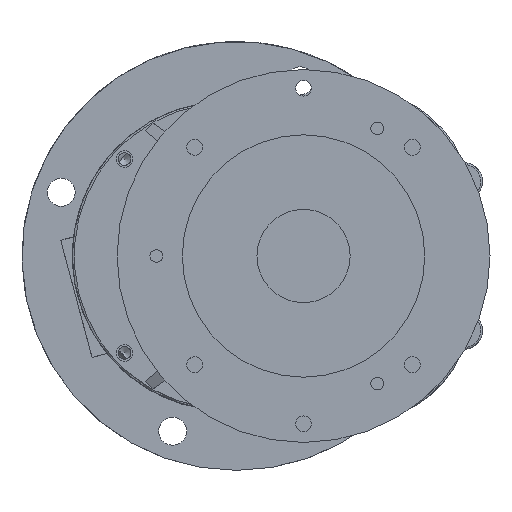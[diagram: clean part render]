
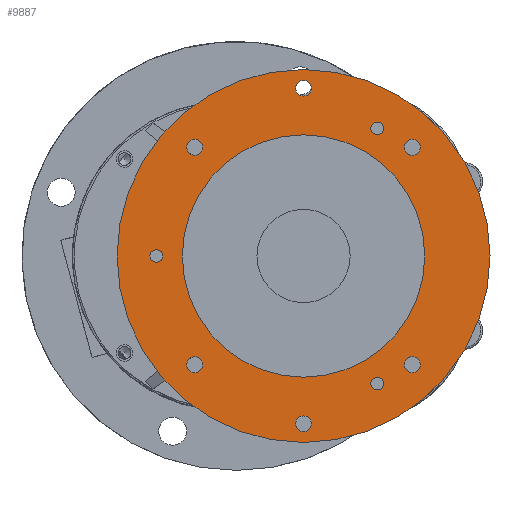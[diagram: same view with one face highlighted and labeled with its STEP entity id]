
A CAD part, left-side view. The second image highlights one B-rep face of the part: STEP entity #9887.
In plain terms, the highlighted planar face has unit normal (-1, 0, 0).
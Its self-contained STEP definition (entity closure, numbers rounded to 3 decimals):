
#141 = ORIENTED_EDGE ( 'NONE', *, *, #1851, .T. ) ;
#436 = CARTESIAN_POINT ( 'NONE',  ( -12., 0., 90. ) ) ;
#702 = ORIENTED_EDGE ( 'NONE', *, *, #4962, .T. ) ;
#799 = CARTESIAN_POINT ( 'NONE',  ( -12., 79., -3.4 ) ) ;
#1008 = CIRCLE ( 'NONE', #1698, 4.25 ) ;
#1163 = EDGE_LOOP ( 'NONE', ( #2524 ) ) ;
#1308 = CARTESIAN_POINT ( 'NONE',  ( -12., 58.336, 58.336 ) ) ;
#1378 = DIRECTION ( 'NONE',  ( 1., 0., 0. ) ) ;
#1399 = AXIS2_PLACEMENT_3D ( 'NONE', #11814, #4313, #6461 ) ;
#1408 = CIRCLE ( 'NONE', #9404, 3.4 ) ;
#1599 = EDGE_CURVE ( 'NONE', #4902, #4902, #1845, .T. ) ;
#1632 = DIRECTION ( 'NONE',  ( 0., 0., -1. ) ) ;
#1698 = AXIS2_PLACEMENT_3D ( 'NONE', #12819, #1963, #7252 ) ;
#1777 = DIRECTION ( 'NONE',  ( 1., 0., 0. ) ) ;
#1845 = CIRCLE ( 'NONE', #11662, 65. ) ;
#1851 = EDGE_CURVE ( 'NONE', #13617, #13617, #9843, .T. ) ;
#1853 = ORIENTED_EDGE ( 'NONE', *, *, #4964, .T. ) ;
#1916 = DIRECTION ( 'NONE',  ( 1., 0., 0. ) ) ;
#1963 = DIRECTION ( 'NONE',  ( 1., 0., 0. ) ) ;
#2189 = CARTESIAN_POINT ( 'NONE',  ( -12., -58.336, 58.336 ) ) ;
#2215 = ORIENTED_EDGE ( 'NONE', *, *, #2769, .T. ) ;
#2296 = EDGE_LOOP ( 'NONE', ( #1853 ) ) ;
#2524 = ORIENTED_EDGE ( 'NONE', *, *, #5448, .T. ) ;
#2617 = AXIS2_PLACEMENT_3D ( 'NONE', #436, #1378, #5762 ) ;
#2769 = EDGE_CURVE ( 'NONE', #5177, #5177, #1408, .T. ) ;
#2778 = DIRECTION ( 'NONE',  ( 1., 0., 0. ) ) ;
#3166 = VERTEX_POINT ( 'NONE', #10830 ) ;
#3253 = DIRECTION ( 'NONE',  ( 0., 0., -1. ) ) ;
#3308 = AXIS2_PLACEMENT_3D ( 'NONE', #6014, #1916, #13859 ) ;
#3573 = FACE_BOUND ( 'NONE', #7839, .T. ) ;
#3800 = FACE_BOUND ( 'NONE', #8956, .T. ) ;
#3879 = CARTESIAN_POINT ( 'NONE',  ( -12., 58.336, -62.586 ) ) ;
#3893 = AXIS2_PLACEMENT_3D ( 'NONE', #6824, #4621, #13327 ) ;
#3978 = CIRCLE ( 'NONE', #12638, 4.25 ) ;
#4313 = DIRECTION ( 'NONE',  ( -1., 0., 0. ) ) ;
#4321 = VERTEX_POINT ( 'NONE', #11948 ) ;
#4473 = DIRECTION ( 'NONE',  ( 1., 0., 0. ) ) ;
#4523 = ORIENTED_EDGE ( 'NONE', *, *, #7568, .T. ) ;
#4583 = FACE_BOUND ( 'NONE', #7377, .T. ) ;
#4585 = CIRCLE ( 'NONE', #3893, 4.25 ) ;
#4621 = DIRECTION ( 'NONE',  ( 1., 0., 0. ) ) ;
#4697 = ORIENTED_EDGE ( 'NONE', *, *, #12937, .T. ) ;
#4902 = VERTEX_POINT ( 'NONE', #13539 ) ;
#4962 = EDGE_CURVE ( 'NONE', #3166, #3166, #11533, .T. ) ;
#4964 = EDGE_CURVE ( 'NONE', #7530, #7530, #11300, .T. ) ;
#5007 = EDGE_CURVE ( 'NONE', #4321, #4321, #3978, .T. ) ;
#5038 = CARTESIAN_POINT ( 'NONE',  ( -12., 0., 100. ) ) ;
#5177 = VERTEX_POINT ( 'NONE', #799 ) ;
#5448 = EDGE_CURVE ( 'NONE', #12300, #12300, #1008, .T. ) ;
#5586 = CIRCLE ( 'NONE', #2617, 4.25 ) ;
#5670 = CARTESIAN_POINT ( 'NONE',  ( -12., -58.336, 54.086 ) ) ;
#5686 = DIRECTION ( 'NONE',  ( 0., 0., -1. ) ) ;
#5692 = EDGE_LOOP ( 'NONE', ( #4697 ) ) ;
#5762 = DIRECTION ( 'NONE',  ( 0., 0., -1. ) ) ;
#5876 = DIRECTION ( 'NONE',  ( 0., 0., 1. ) ) ;
#5880 = EDGE_LOOP ( 'NONE', ( #141 ) ) ;
#5910 = DIRECTION ( 'NONE',  ( 1., 0., 0. ) ) ;
#5921 = ORIENTED_EDGE ( 'NONE', *, *, #1599, .F. ) ;
#5946 = FACE_BOUND ( 'NONE', #2296, .T. ) ;
#6014 = CARTESIAN_POINT ( 'NONE',  ( -12., -39.5, 68.416 ) ) ;
#6021 = FACE_BOUND ( 'NONE', #10853, .T. ) ;
#6461 = DIRECTION ( 'NONE',  ( 0., 0., 1. ) ) ;
#6587 = ORIENTED_EDGE ( 'NONE', *, *, #7671, .T. ) ;
#6739 = CARTESIAN_POINT ( 'NONE',  ( -12., 0., 85.75 ) ) ;
#6824 = CARTESIAN_POINT ( 'NONE',  ( -12., 58.336, -58.336 ) ) ;
#7002 = FACE_OUTER_BOUND ( 'NONE', #5880, .T. ) ;
#7087 = VERTEX_POINT ( 'NONE', #3879 ) ;
#7252 = DIRECTION ( 'NONE',  ( 0., 0., -1. ) ) ;
#7377 = EDGE_LOOP ( 'NONE', ( #4523 ) ) ;
#7530 = VERTEX_POINT ( 'NONE', #11880 ) ;
#7568 = EDGE_CURVE ( 'NONE', #10094, #10094, #9687, .T. ) ;
#7573 = AXIS2_PLACEMENT_3D ( 'NONE', #1308, #5910, #5686 ) ;
#7671 = EDGE_CURVE ( 'NONE', #10966, #10966, #5586, .T. ) ;
#7839 = EDGE_LOOP ( 'NONE', ( #13624 ) ) ;
#7940 = CARTESIAN_POINT ( 'NONE',  ( -12., -100., 0. ) ) ;
#8006 = FACE_BOUND ( 'NONE', #13124, .T. ) ;
#8544 = DIRECTION ( 'NONE',  ( 1., 0., 0. ) ) ;
#8956 = EDGE_LOOP ( 'NONE', ( #2215 ) ) ;
#9135 = FACE_BOUND ( 'NONE', #9269, .T. ) ;
#9269 = EDGE_LOOP ( 'NONE', ( #9762 ) ) ;
#9404 = AXIS2_PLACEMENT_3D ( 'NONE', #10980, #8544, #3253 ) ;
#9687 = CIRCLE ( 'NONE', #10148, 4.25 ) ;
#9762 = ORIENTED_EDGE ( 'NONE', *, *, #5007, .T. ) ;
#9843 = CIRCLE ( 'NONE', #1399, 100. ) ;
#9878 = CARTESIAN_POINT ( 'NONE',  ( -12., 0., -94.25 ) ) ;
#9887 = ADVANCED_FACE ( 'NONE', ( #13364, #6021, #5946, #13583, #8006, #7002, #3573, #4583, #9135, #3800, #12504 ), #11160, .T. ) ;
#9906 = EDGE_LOOP ( 'NONE', ( #702 ) ) ;
#10094 = VERTEX_POINT ( 'NONE', #5670 ) ;
#10148 = AXIS2_PLACEMENT_3D ( 'NONE', #2189, #4473, #11121 ) ;
#10171 = DIRECTION ( 'NONE',  ( 0., 0., 1. ) ) ;
#10452 = DIRECTION ( 'NONE',  ( -1., 0., 0. ) ) ;
#10830 = CARTESIAN_POINT ( 'NONE',  ( -12., -39.5, 65.016 ) ) ;
#10853 = EDGE_LOOP ( 'NONE', ( #6587 ) ) ;
#10966 = VERTEX_POINT ( 'NONE', #6739 ) ;
#10980 = CARTESIAN_POINT ( 'NONE',  ( -12., 79., 0. ) ) ;
#11121 = DIRECTION ( 'NONE',  ( 0., 0., -1. ) ) ;
#11160 = PLANE ( 'NONE',  #12024 ) ;
#11300 = CIRCLE ( 'NONE', #13308, 3.4 ) ;
#11533 = CIRCLE ( 'NONE', #3308, 3.4 ) ;
#11576 = CARTESIAN_POINT ( 'NONE',  ( -12., -39.5, -68.416 ) ) ;
#11662 = AXIS2_PLACEMENT_3D ( 'NONE', #13670, #10452, #10171 ) ;
#11683 = CIRCLE ( 'NONE', #7573, 4.25 ) ;
#11814 = CARTESIAN_POINT ( 'NONE',  ( -12., 0., 0. ) ) ;
#11880 = CARTESIAN_POINT ( 'NONE',  ( -12., -39.5, -71.816 ) ) ;
#11948 = CARTESIAN_POINT ( 'NONE',  ( -12., -58.336, -62.586 ) ) ;
#12024 = AXIS2_PLACEMENT_3D ( 'NONE', #7940, #13507, #5876 ) ;
#12300 = VERTEX_POINT ( 'NONE', #9878 ) ;
#12504 = FACE_BOUND ( 'NONE', #9906, .T. ) ;
#12570 = DIRECTION ( 'NONE',  ( 0., 0., -1. ) ) ;
#12638 = AXIS2_PLACEMENT_3D ( 'NONE', #12776, #1777, #1632 ) ;
#12776 = CARTESIAN_POINT ( 'NONE',  ( -12., -58.336, -58.336 ) ) ;
#12819 = CARTESIAN_POINT ( 'NONE',  ( -12., 0., -90. ) ) ;
#12937 = EDGE_CURVE ( 'NONE', #7087, #7087, #4585, .T. ) ;
#13124 = EDGE_LOOP ( 'NONE', ( #5921 ) ) ;
#13308 = AXIS2_PLACEMENT_3D ( 'NONE', #11576, #2778, #12570 ) ;
#13327 = DIRECTION ( 'NONE',  ( 0., 0., -1. ) ) ;
#13364 = FACE_BOUND ( 'NONE', #1163, .T. ) ;
#13507 = DIRECTION ( 'NONE',  ( -1., 0., 0. ) ) ;
#13539 = CARTESIAN_POINT ( 'NONE',  ( -12., 0., 65. ) ) ;
#13583 = FACE_BOUND ( 'NONE', #5692, .T. ) ;
#13617 = VERTEX_POINT ( 'NONE', #5038 ) ;
#13624 = ORIENTED_EDGE ( 'NONE', *, *, #14092, .T. ) ;
#13670 = CARTESIAN_POINT ( 'NONE',  ( -12., 0., 0. ) ) ;
#13859 = DIRECTION ( 'NONE',  ( 0., 0., -1. ) ) ;
#13947 = VERTEX_POINT ( 'NONE', #14020 ) ;
#14020 = CARTESIAN_POINT ( 'NONE',  ( -12., 58.336, 54.086 ) ) ;
#14092 = EDGE_CURVE ( 'NONE', #13947, #13947, #11683, .T. ) ;
